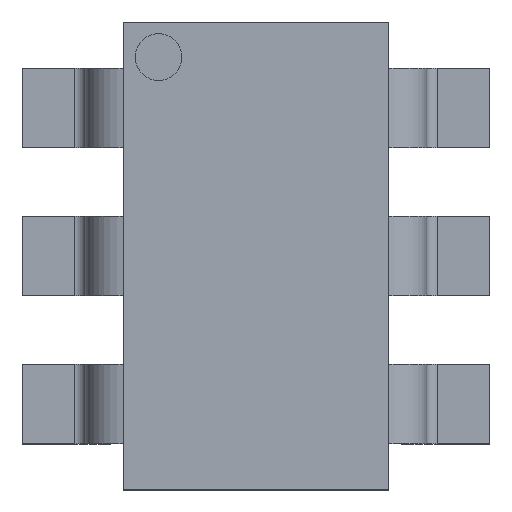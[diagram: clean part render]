
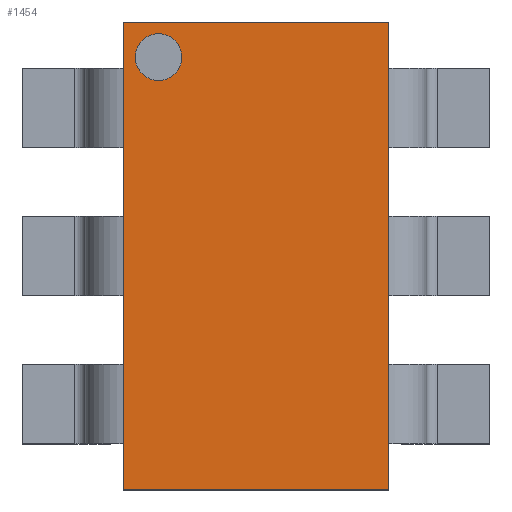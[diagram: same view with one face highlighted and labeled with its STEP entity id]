
A CAD part, top view. The second image highlights one B-rep face of the part: STEP entity #1454.
In plain terms, the highlighted planar face has unit normal (0, 0, 1).
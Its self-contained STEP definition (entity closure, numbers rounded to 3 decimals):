
#20=FACE_BOUND('',#197,.T.);
#116=FACE_OUTER_BOUND('',#196,.T.);
#196=EDGE_LOOP('',(#1244,#1245,#1246,#1247));
#197=EDGE_LOOP('',(#1248));
#250=CIRCLE('',#1578,0.15);
#277=LINE('',#2052,#422);
#347=LINE('',#2244,#492);
#393=LINE('',#2377,#538);
#394=LINE('',#2378,#539);
#422=VECTOR('',#1652,1.);
#492=VECTOR('',#1838,1.);
#538=VECTOR('',#1972,1.);
#539=VECTOR('',#1973,1.);
#562=VERTEX_POINT('',#2045);
#565=VERTEX_POINT('',#2050);
#626=VERTEX_POINT('',#2237);
#629=VERTEX_POINT('',#2242);
#672=VERTEX_POINT('',#2371);
#706=EDGE_CURVE('',#562,#565,#277,.T.);
#800=EDGE_CURVE('',#626,#629,#347,.T.);
#863=EDGE_CURVE('',#672,#672,#250,.T.);
#865=EDGE_CURVE('',#629,#562,#393,.T.);
#866=EDGE_CURVE('',#565,#626,#394,.T.);
#1244=ORIENTED_EDGE('',*,*,#800,.T.);
#1245=ORIENTED_EDGE('',*,*,#865,.T.);
#1246=ORIENTED_EDGE('',*,*,#706,.T.);
#1247=ORIENTED_EDGE('',*,*,#866,.T.);
#1248=ORIENTED_EDGE('',*,*,#863,.T.);
#1306=PLANE('',#1581);
#1454=ADVANCED_FACE('',(#116,#20),#1306,.T.);
#1578=AXIS2_PLACEMENT_3D('',#2373,#1964,#1965);
#1581=AXIS2_PLACEMENT_3D('',#2376,#1970,#1971);
#1652=DIRECTION('',(0.,-1.,0.));
#1838=DIRECTION('',(0.,1.,0.));
#1964=DIRECTION('center_axis',(0.,0.,-1.));
#1965=DIRECTION('ref_axis',(1.,0.,0.));
#1970=DIRECTION('center_axis',(0.,0.,1.));
#1971=DIRECTION('ref_axis',(1.,0.,0.));
#1972=DIRECTION('',(-1.,0.,0.));
#1973=DIRECTION('',(1.,0.,0.));
#2045=CARTESIAN_POINT('',(0.,3.,1.16));
#2050=CARTESIAN_POINT('',(0.,0.,1.16));
#2052=CARTESIAN_POINT('',(0.,1.5,1.16));
#2237=CARTESIAN_POINT('',(1.7,0.,1.16));
#2242=CARTESIAN_POINT('',(1.7,3.,1.16));
#2244=CARTESIAN_POINT('',(1.7,1.5,1.16));
#2371=CARTESIAN_POINT('',(0.075,2.775,1.16));
#2373=CARTESIAN_POINT('Origin',(0.225,2.775,1.16));
#2376=CARTESIAN_POINT('Origin',(0.85,1.5,1.16));
#2377=CARTESIAN_POINT('',(0.85,3.,1.16));
#2378=CARTESIAN_POINT('',(0.85,0.,1.16));
